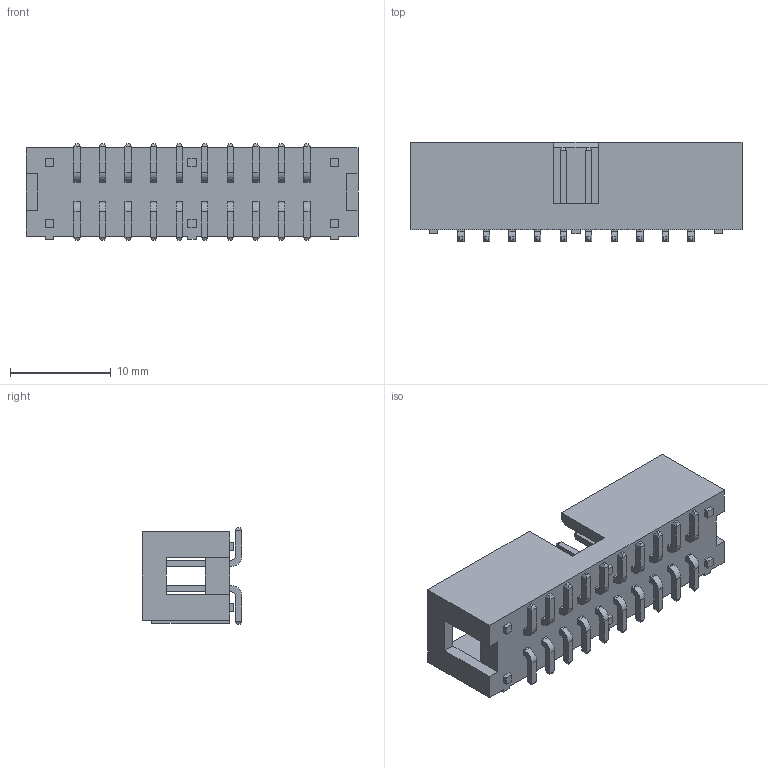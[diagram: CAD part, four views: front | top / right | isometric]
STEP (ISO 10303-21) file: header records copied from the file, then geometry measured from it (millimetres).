
FILE_DESCRIPTION (( 'STEP AP203' ), '1' );
FILE_NAME ('CH8720xM100.STEP', '2018-08-14T00:57:41', ( '' ), ( '' ), 'SwSTEP 2.0', 'SolidWorks 2017', '' );
FILE_SCHEMA (( 'CONFIG_CONTROL_DESIGN' ));
Length unit declared in the file: millimetre
Products named in the file (3): CH8720xM100; CH87 BASE_20; SMT TYPE P
Assembly tree (21 placements, depth 2):
  CH8720xM100
    CH87 BASE_20
    SMT TYPE P  x20
Bounding box: 33.02 x 9.9 x 9.6 mm (x, y, z)
Volume: 1290.4 mm3; surface area: 2447.1 mm2
Topology: 21 solids, 21 shells, 509 faces, 1227 edges, 762 vertices
Faces by surface type: plane 469, cylinder 40
Entity records: 6238 total; most frequent: CARTESIAN_POINT 964, ORIENTED_EDGE 934, DIRECTION 853, EDGE_CURVE 467, VECTOR 463, LINE 463, VERTEX_POINT 306, EDGE_LOOP 213
